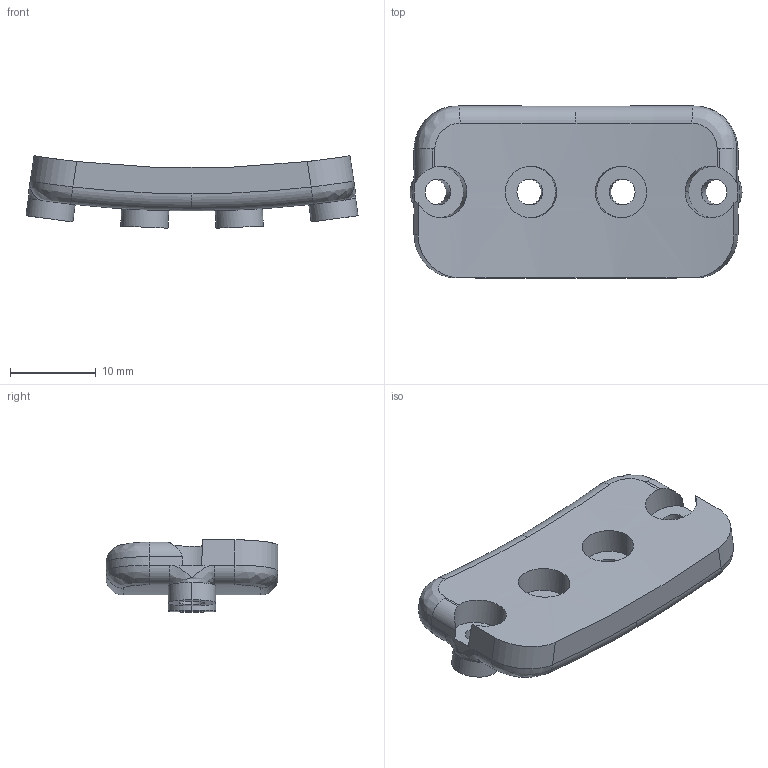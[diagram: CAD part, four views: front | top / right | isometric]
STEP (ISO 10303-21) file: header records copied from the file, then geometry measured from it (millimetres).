
FILE_DESCRIPTION (( 'STEP AP214' ), '1' );
FILE_NAME ('125连接加强.', '2024-10-13T07:46:00', ( '' ), ( '' ), 'SwSTEP 2.0', 'SolidWorks 2024', '' );
FILE_SCHEMA (( 'AUTOMOTIVE_DESIGN' ));
Length unit declared in the file: millimetre
Products named in the file (1): 125连接加强
Bounding box: 38.61 x 20 x 8.41 mm (x, y, z)
Volume: 3269.5 mm3; surface area: 2290.7 mm2
Topology: 1 solids, 1 shells, 63 faces, 155 edges, 98 vertices
Faces by surface type: cylinder 37, plane 12, bspline 8, torus 6
Entity records: 3110 total; most frequent: CARTESIAN_POINT 1644, ORIENTED_EDGE 310, DIRECTION 289, EDGE_CURVE 155, AXIS2_PLACEMENT_3D 121, VERTEX_POINT 98, EDGE_LOOP 75, CIRCLE 65
